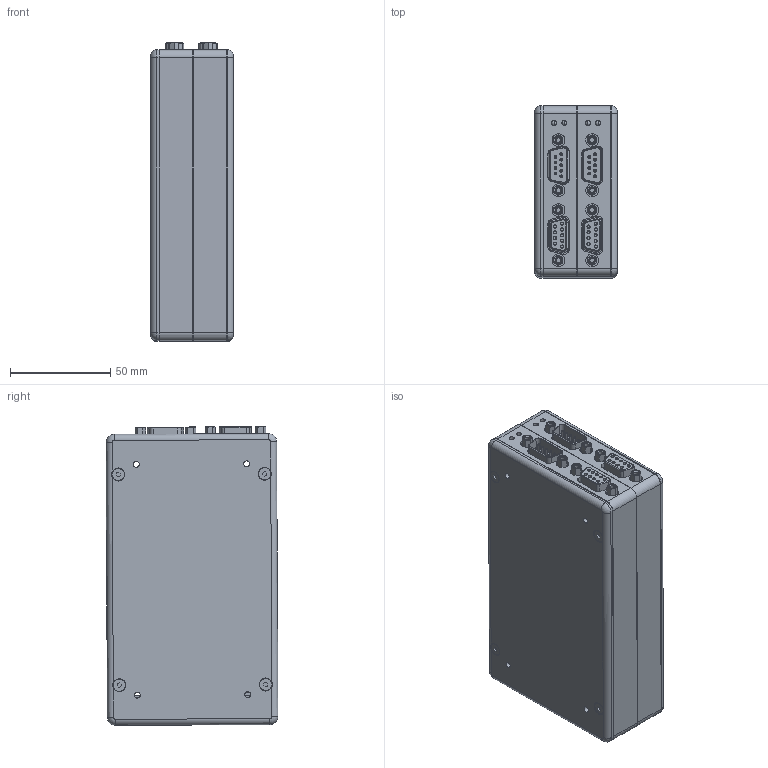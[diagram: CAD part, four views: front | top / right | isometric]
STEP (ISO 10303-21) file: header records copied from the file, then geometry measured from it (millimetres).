
FILE_DESCRIPTION (( 'STEP AP214' ), '1' );
FILE_NAME ('MMX-X00-02000.STEP', '2012-05-30T20:37:35', ( 'Engineer' ), ( 'Microsoft' ), 'SwSTEP 2.0', 'SolidWorks 2009', '' );
FILE_SCHEMA (( 'AUTOMOTIVE_DESIGN' ));
Length unit declared in the file: millimetre
Products named in the file (15): 410017-101-A MMC-100 Piezo Controller_Bottom Controller - Stack; 430222-A Module 2U Cover Female; 410017-101-A MMC-100 Piezo Controller_Top Controller - Stack; 430220-B Module 2U, Housing Frame; 430221-B Module 2U Cover Male; CUI MD-80S_MD-80S; CUI-PJ-002B-SMT_PJ-002B-SMT; RJ-11 955012641; LED 2H - WP130WCP; USB mini; D-sub 9 -SMT; 110006-109 Connector D-sub Male SC; 130008 D-sub Standoff; Screw, SHCS-F, M-DIN_M3 x 0.5 x 08mm; MMX-X00-02000
Assembly tree (36 placements, depth 3):
  MMX-X00-02000
    410017-101-A MMC-100 Piezo Controller_Top Controller - Stack
      LED 2H - WP130WCP
      CUI MD-80S_MD-80S
      130008 D-sub Standoff  x4
      Screw, SHCS-F, M-DIN_M3 x 0.5 x 08mm  x4
      CUI-PJ-002B-SMT_PJ-002B-SMT
      USB mini
      RJ-11 955012641
      D-sub 9 -SMT
      430221-B Module 2U Cover Male
      430220-B Module 2U, Housing Frame
      110006-109 Connector D-sub Male SC
    410017-101-A MMC-100 Piezo Controller_Bottom Controller - Stack
      130008 D-sub Standoff  x4
      Screw, SHCS-F, M-DIN_M3 x 0.5 x 08mm  x4
      USB mini
      D-sub 9 -SMT
      RJ-11 955012641
      430222-A Module 2U Cover Female
      430220-B Module 2U, Housing Frame
      CUI-PJ-002B-SMT_PJ-002B-SMT
      LED 2H - WP130WCP
      110006-109 Connector D-sub Male SC
      CUI MD-80S_MD-80S
Bounding box: 41.2 x 85.66 x 148.86 mm (x, y, z)
Volume: 133419.8 mm3; surface area: 110856.8 mm2
Topology: 46 solids, 46 shells, 3347 faces, 8496 edges, 5464 vertices
Faces by surface type: plane 1837, cylinder 1012, cone 196, torus 152, bspline 138, sphere 12
Entity records: 61123 total; most frequent: CARTESIAN_POINT 13403, ORIENTED_EDGE 8312, DIRECTION 8223, EDGE_CURVE 4156, AXIS2_PLACEMENT_3D 2749, LINE 2725, VECTOR 2725, VERTEX_POINT 2681
